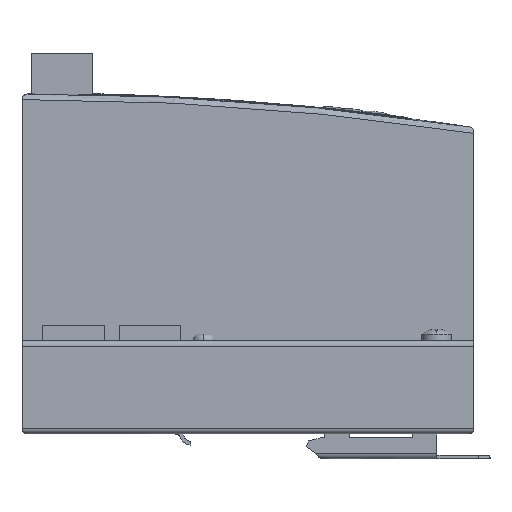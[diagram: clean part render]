
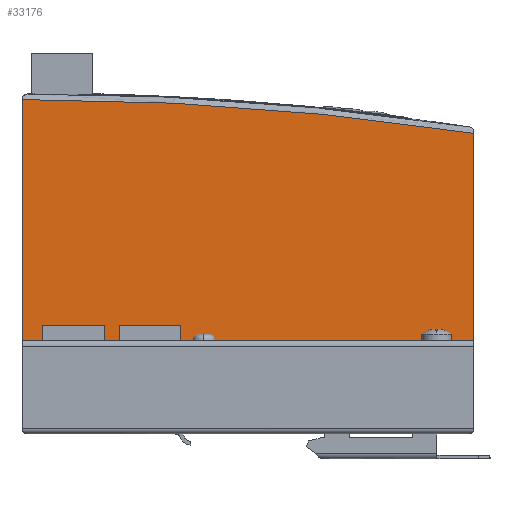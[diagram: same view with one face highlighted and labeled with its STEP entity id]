
A CAD part, left-side view. The second image highlights one B-rep face of the part: STEP entity #33176.
In plain terms, the highlighted planar face has unit normal (-1, 0, 0).
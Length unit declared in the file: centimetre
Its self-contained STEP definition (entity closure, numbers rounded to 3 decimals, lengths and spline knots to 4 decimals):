
#2912=CIRCLE('',#35047,0.15);
#2917=CIRCLE('',#35054,79.85);
#2922=CIRCLE('',#35065,0.15);
#3606=VERTEX_POINT('',#44569);
#3607=VERTEX_POINT('',#44570);
#3610=VERTEX_POINT('',#44578);
#3611=VERTEX_POINT('',#44579);
#3614=VERTEX_POINT('',#44592);
#3618=VERTEX_POINT('',#44599);
#3621=VERTEX_POINT('',#44608);
#3626=VERTEX_POINT('',#44635);
#3635=VERTEX_POINT('',#44753);
#3636=VERTEX_POINT('',#44754);
#6880=VECTOR('',#37414,1.);
#6884=VECTOR('',#37419,1.);
#6890=VECTOR('',#37427,1.);
#6891=VECTOR('',#37429,1.);
#6909=VECTOR('',#37501,1.);
#6910=VECTOR('',#37503,1.);
#10501=LINE('',#44568,#6880);
#10505=LINE('',#44577,#6884);
#10511=LINE('',#44589,#6890);
#10512=LINE('',#44591,#6891);
#10530=LINE('',#44772,#6909);
#10531=LINE('',#44774,#6910);
#14122=EDGE_CURVE('',#3606,#3607,#10501,.T.);
#14126=EDGE_CURVE('',#3610,#3611,#10505,.T.);
#14132=EDGE_CURVE('',#3611,#3606,#10511,.T.);
#14133=EDGE_CURVE('',#3610,#3614,#10512,.T.);
#14138=EDGE_CURVE('',#3618,#3607,#10512,.T.);
#14142=EDGE_CURVE('',#3621,#3618,#2912,.T.);
#14149=EDGE_CURVE('',#3614,#3626,#2917,.T.);
#14164=EDGE_CURVE('',#3635,#3636,#2922,.T.);
#14174=EDGE_CURVE('',#3636,#3621,#10530,.T.);
#14175=EDGE_CURVE('',#3626,#3635,#10531,.T.);
#19186=ORIENTED_EDGE('',*,*,#14122,.T.);
#19187=ORIENTED_EDGE('',*,*,#14138,.F.);
#19188=ORIENTED_EDGE('',*,*,#14142,.F.);
#19189=ORIENTED_EDGE('',*,*,#14174,.F.);
#19190=ORIENTED_EDGE('',*,*,#14164,.F.);
#19191=ORIENTED_EDGE('',*,*,#14175,.F.);
#19192=ORIENTED_EDGE('',*,*,#14149,.F.);
#19193=ORIENTED_EDGE('',*,*,#14133,.F.);
#19194=ORIENTED_EDGE('',*,*,#14126,.T.);
#19195=ORIENTED_EDGE('',*,*,#14132,.T.);
#29066=EDGE_LOOP('',(#19186,#19187,#19188,#19189,#19190,#19191,#19192,#19193,
#19194,#19195));
#31121=FACE_BOUND('',#29066,.T.);
#33176=ADVANCED_FACE('',(#31121),#71014,.F.);
#35047=AXIS2_PLACEMENT_3D('',#44607,#37443,#37444);
#35054=AXIS2_PLACEMENT_3D('',#44634,#37457,#37458);
#35065=AXIS2_PLACEMENT_3D('',#44752,#37484,#37485);
#35072=AXIS2_PLACEMENT_3D('',#44779,#37507,$);
#37414=DIRECTION('',(0.,1.,0.));
#37419=DIRECTION('',(0.,-1.,0.));
#37427=DIRECTION('',(0.,0.,-1.));
#37429=DIRECTION('',(0.,0.,1.));
#37443=DIRECTION('',(1.,0.,0.));
#37444=DIRECTION('',(0.,0.106,-0.106));
#37457=DIRECTION('',(1.,0.,0.));
#37458=DIRECTION('',(0.,-5.923,79.63));
#37484=DIRECTION('',(1.,0.,0.));
#37485=DIRECTION('',(0.,-0.106,-0.106));
#37501=DIRECTION('',(0.,1.,0.));
#37503=DIRECTION('',(0.,0.,-1.));
#37507=DIRECTION('',(1.,0.,0.));
#44568=CARTESIAN_POINT('',(-2.8,3.089,0.79));
#44569=CARTESIAN_POINT('',(-2.8,5.55,0.79));
#44570=CARTESIAN_POINT('',(-2.8,6.05,0.79));
#44577=CARTESIAN_POINT('',(-2.8,3.089,1.075));
#44578=CARTESIAN_POINT('',(-2.8,6.05,1.075));
#44579=CARTESIAN_POINT('',(-2.8,5.55,1.075));
#44589=CARTESIAN_POINT('',(-2.8,5.55,2.6537));
#44591=CARTESIAN_POINT('',(-2.8,6.05,0.));
#44592=CARTESIAN_POINT('',(-2.8,6.05,8.95));
#44599=CARTESIAN_POINT('',(-2.8,6.05,0.15));
#44607=CARTESIAN_POINT('',(-2.8,5.9,0.15));
#44608=CARTESIAN_POINT('',(-2.8,5.9,0.));
#44634=CARTESIAN_POINT('',(-2.8,5.9169,-70.8999));
#44635=CARTESIAN_POINT('',(-2.8,-6.05,8.0483));
#44752=CARTESIAN_POINT('',(-2.8,-5.9,0.15));
#44753=CARTESIAN_POINT('',(-2.8,-6.05,0.15));
#44754=CARTESIAN_POINT('',(-2.8,-5.9,0.));
#44772=CARTESIAN_POINT('',(-2.8,-6.05,0.));
#44774=CARTESIAN_POINT('',(-2.8,-6.05,8.2));
#44779=CARTESIAN_POINT('',(-2.8,0.1281,4.3749));
#71014=PLANE('',#35072);
